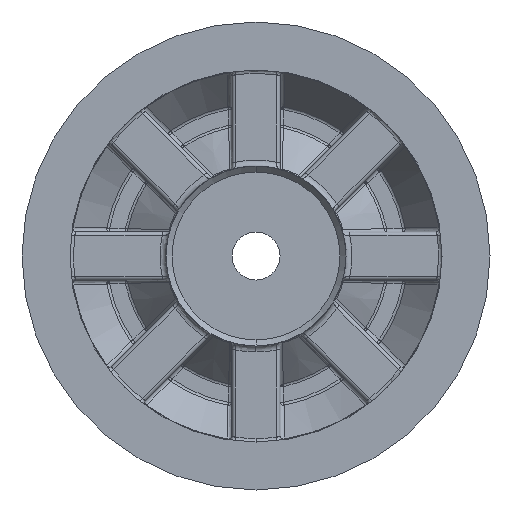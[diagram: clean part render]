
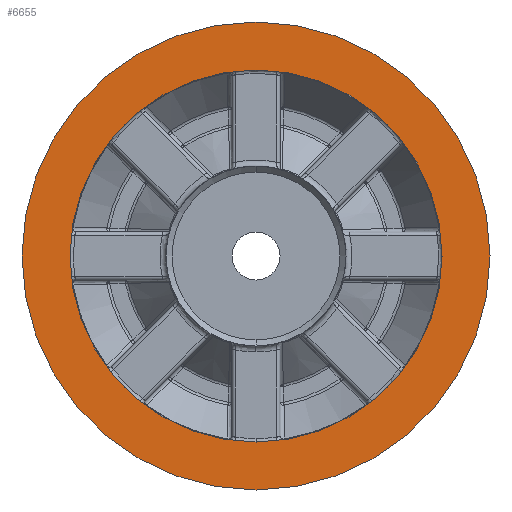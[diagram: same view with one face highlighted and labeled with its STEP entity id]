
A CAD part, front view. The second image highlights one B-rep face of the part: STEP entity #6655.
In plain terms, the highlighted planar face has unit normal (0, -1, 0).
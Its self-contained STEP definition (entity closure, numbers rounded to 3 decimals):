
#342 = DIRECTION ( 'NONE',  ( 0., 0., -1. ) ) ;
#570 = ORIENTED_EDGE ( 'NONE', *, *, #7731, .F. ) ;
#1771 = CIRCLE ( 'NONE', #9533, 15.5 ) ;
#1910 = EDGE_LOOP ( 'NONE', ( #3611, #9003 ) ) ;
#1945 = CIRCLE ( 'NONE', #2013, 15.5 ) ;
#1999 = ORIENTED_EDGE ( 'NONE', *, *, #4773, .F. ) ;
#2013 = AXIS2_PLACEMENT_3D ( 'NONE', #3125, #3736, #9231 ) ;
#2500 = CARTESIAN_POINT ( 'NONE',  ( 0., 0., 19.5 ) ) ;
#2596 = VERTEX_POINT ( 'NONE', #7403 ) ;
#3010 = CARTESIAN_POINT ( 'NONE',  ( 0., 0., 0. ) ) ;
#3125 = CARTESIAN_POINT ( 'NONE',  ( 0., 0., 0. ) ) ;
#3611 = ORIENTED_EDGE ( 'NONE', *, *, #9851, .T. ) ;
#3736 = DIRECTION ( 'NONE',  ( 0., 1., 0. ) ) ;
#3932 = DIRECTION ( 'NONE',  ( 0., 0., -1. ) ) ;
#3949 = CARTESIAN_POINT ( 'NONE',  ( 0., 0., 0. ) ) ;
#4175 = FACE_OUTER_BOUND ( 'NONE', #8188, .T. ) ;
#4272 = AXIS2_PLACEMENT_3D ( 'NONE', #10877, #9925, #9883 ) ;
#4463 = CIRCLE ( 'NONE', #8234, 19.5 ) ;
#4773 = EDGE_CURVE ( 'NONE', #8992, #2596, #7187, .T. ) ;
#6298 = PLANE ( 'NONE',  #4272 ) ;
#6655 = ADVANCED_FACE ( 'NONE', ( #7885, #4175 ), #6298, .T. ) ;
#7036 = VERTEX_POINT ( 'NONE', #8906 ) ;
#7187 = CIRCLE ( 'NONE', #9353, 19.5 ) ;
#7191 = EDGE_CURVE ( 'NONE', #9211, #7036, #1771, .T. ) ;
#7403 = CARTESIAN_POINT ( 'NONE',  ( 0., 0., -19.5 ) ) ;
#7528 = DIRECTION ( 'NONE',  ( 0., 1., 0. ) ) ;
#7598 = DIRECTION ( 'NONE',  ( 0., 0., 1. ) ) ;
#7731 = EDGE_CURVE ( 'NONE', #2596, #8992, #4463, .T. ) ;
#7885 = FACE_BOUND ( 'NONE', #1910, .T. ) ;
#8188 = EDGE_LOOP ( 'NONE', ( #570, #1999 ) ) ;
#8234 = AXIS2_PLACEMENT_3D ( 'NONE', #11096, #7528, #342 ) ;
#8906 = CARTESIAN_POINT ( 'NONE',  ( 0., 0., 15.5 ) ) ;
#8992 = VERTEX_POINT ( 'NONE', #2500 ) ;
#9003 = ORIENTED_EDGE ( 'NONE', *, *, #7191, .T. ) ;
#9211 = VERTEX_POINT ( 'NONE', #10372 ) ;
#9231 = DIRECTION ( 'NONE',  ( 0., 0., 1. ) ) ;
#9353 = AXIS2_PLACEMENT_3D ( 'NONE', #3010, #9383, #3932 ) ;
#9383 = DIRECTION ( 'NONE',  ( 0., 1., 0. ) ) ;
#9533 = AXIS2_PLACEMENT_3D ( 'NONE', #3949, #10297, #7598 ) ;
#9851 = EDGE_CURVE ( 'NONE', #7036, #9211, #1945, .T. ) ;
#9883 = DIRECTION ( 'NONE',  ( 0., 0., -1. ) ) ;
#9925 = DIRECTION ( 'NONE',  ( 0., -1., 0. ) ) ;
#10297 = DIRECTION ( 'NONE',  ( 0., 1., 0. ) ) ;
#10372 = CARTESIAN_POINT ( 'NONE',  ( 0., 0., -15.5 ) ) ;
#10877 = CARTESIAN_POINT ( 'NONE',  ( -15.5, 0., 0. ) ) ;
#11096 = CARTESIAN_POINT ( 'NONE',  ( 0., 0., 0. ) ) ;
